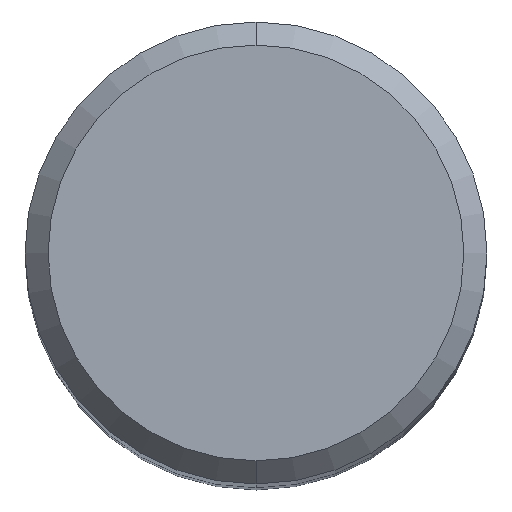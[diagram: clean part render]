
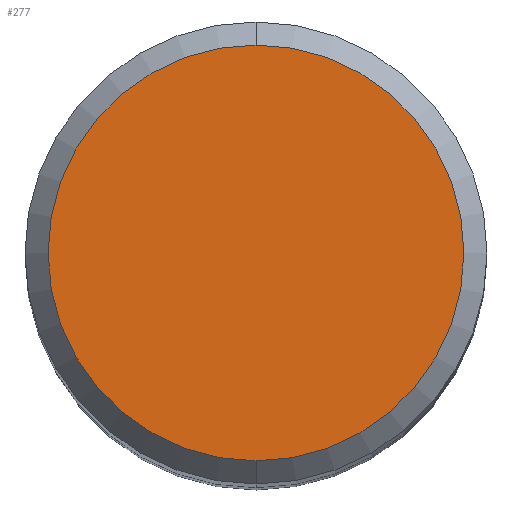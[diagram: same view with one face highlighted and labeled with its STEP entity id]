
A CAD part, top view. The second image highlights one B-rep face of the part: STEP entity #277.
In plain terms, the highlighted planar face has unit normal (0, 0, 1).
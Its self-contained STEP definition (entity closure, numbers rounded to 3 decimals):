
#169=EDGE_CURVE('',#297,#335,#460,.T.);
#269=EDGE_CURVE('',#335,#297,#571,.T.);
#277=ADVANCED_FACE('',(#579),#580,.T.);
#297=VERTEX_POINT('',#601);
#335=VERTEX_POINT('',#646);
#460=CIRCLE('',#772,3.6);
#571=CIRCLE('',#975,3.6);
#579=FACE_OUTER_BOUND('',#999,.T.);
#580=PLANE('',#1000);
#601=CARTESIAN_POINT('',(0.0,3.6,0.0));
#646=CARTESIAN_POINT('',(0.,-3.6,0.0));
#772=AXIS2_PLACEMENT_3D('',#1391,#1392,#1393);
#975=AXIS2_PLACEMENT_3D('',#1542,#1543,#1544);
#999=EDGE_LOOP('',(#1547,#1548));
#1000=AXIS2_PLACEMENT_3D('',#1549,#1550,#1551);
#1391=CARTESIAN_POINT('',(0.0,0.0,0.0));
#1392=DIRECTION('',(0.0,0.0,-1.0));
#1393=DIRECTION('',(0.0,1.0,0.0));
#1542=CARTESIAN_POINT('',(0.0,0.0,0.0));
#1543=DIRECTION('',(0.0,0.0,-1.0));
#1544=DIRECTION('',(0.0,1.0,0.0));
#1547=ORIENTED_EDGE('',*,*,#169,.F.);
#1548=ORIENTED_EDGE('',*,*,#269,.F.);
#1549=CARTESIAN_POINT('',(0.0,1.8,0.0));
#1550=DIRECTION('',(-0.0,0.0,1.0));
#1551=DIRECTION('',(0.0,-1.0,0.0));
